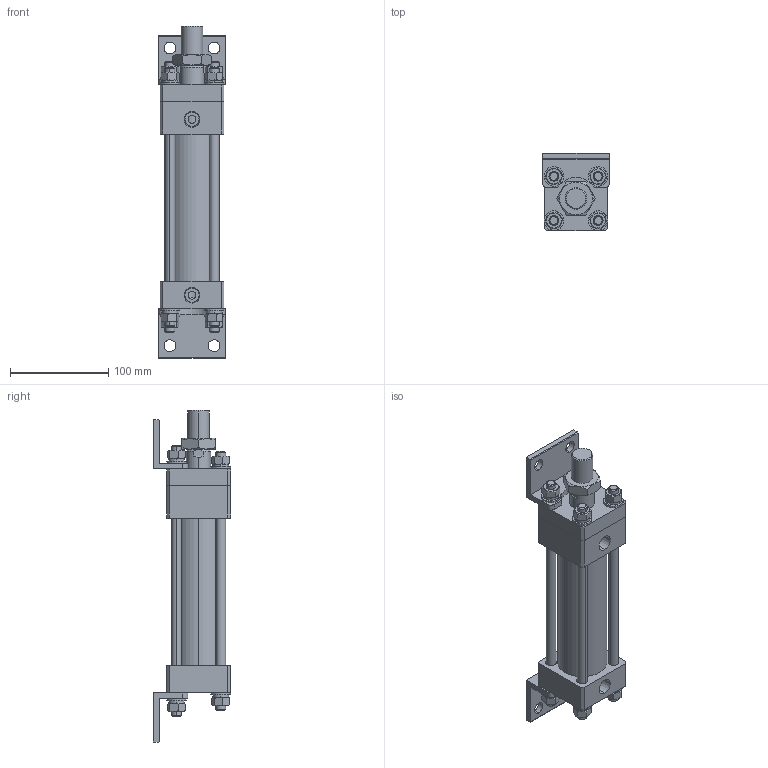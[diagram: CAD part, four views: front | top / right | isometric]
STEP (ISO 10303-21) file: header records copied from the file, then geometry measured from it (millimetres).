
FILE_DESCRIPTION (( 'STEP AP203' ), '1' );
FILE_NAME ('HOB-40-25-100-LB.STEP', '2021-04-27T02:55:28', ( '微软用户' ), ( '微软中国' ), 'SwSTEP 2.0', 'SolidWorks 2012', '' );
FILE_SCHEMA (( 'CONFIG_CONTROL_DESIGN' ));
Length unit declared in the file: millimetre
Products named in the file (13): HOB-40-25-100-LB; HOB-40-25-100-LB褐釱; HOB-40-25-100-LB嶺裝; hex thin nuts-grades ab-chamfered gb_GB_FASTENER_NUT_STNAB  B M22-N; spring lock washers--normal type gb_GB_FASTENER_WASHER_SW 10; plain washers--product grade c gb_GB_FASTENER_WASHER_SMWC 10; hex nuts 1-fine pitch-grades ab gb_GB_FASTENER_NUT_SNAB1XY M10X1.25-N; HOB-40-25-100前盖; HOB-40-25-100活塞杆; HOB-40-25-100嶺裝; HOB-40-25-100綴裔; HOB-40-25-100掛极; HOB-40-25-100楊擘
Assembly tree (36 placements, depth 2):
  HOB-40-25-100-LB
    HOB-40-25-100楊擘
    HOB-40-25-100掛极
    HOB-40-25-100綴裔
    HOB-40-25-100嶺裝  x2
    HOB-40-25-100活塞杆
    HOB-40-25-100前盖
    hex nuts 1-fine pitch-grades ab gb_GB_FASTENER_NUT_SNAB1XY M10X1.25-N  x8
    plain washers--product grade c gb_GB_FASTENER_WASHER_SMWC 10  x8
    spring lock washers--normal type gb_GB_FASTENER_WASHER_SW 10  x8
    hex thin nuts-grades ab-chamfered gb_GB_FASTENER_NUT_STNAB  B M22-N
    HOB-40-25-100-LB嶺裝  x2
    HOB-40-25-100-LB褐釱  x2
Bounding box: 68 x 78.5 x 338 mm (x, y, z)
Volume: 678892.2 mm3; surface area: 207153.5 mm2
Topology: 36 solids, 36 shells, 500 faces, 1142 edges, 723 vertices
Faces by surface type: cylinder 192, plane 189, cone 109, torus 10
Entity records: 9110 total; most frequent: CARTESIAN_POINT 1599, DIRECTION 1265, ORIENTED_EDGE 1050, EDGE_CURVE 525, AXIS2_PLACEMENT_3D 517, VERTEX_POINT 333, EDGE_LOOP 282, CIRCLE 253
